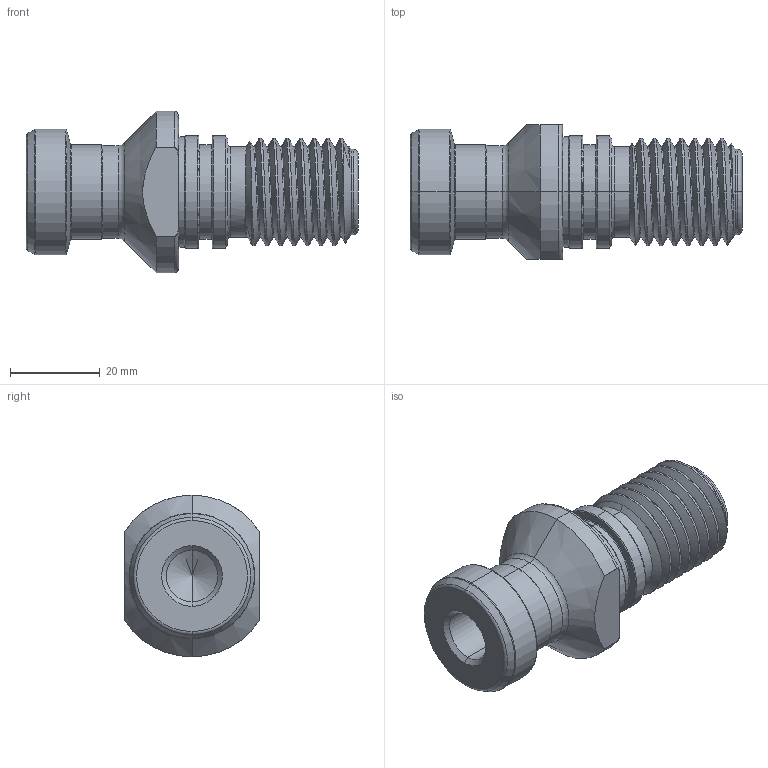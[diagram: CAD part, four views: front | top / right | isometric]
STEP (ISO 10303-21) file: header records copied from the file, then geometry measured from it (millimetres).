
FILE_DESCRIPTION (( 'STEP AP203' ), '1' );
FILE_NAME ('503.20.24.STEP', '2020-04-03T00:49:24', ( 'User' ), ( 'China' ), 'SwSTEP 2.0', 'SolidWorks 2016', '' );
FILE_SCHEMA (( 'CONFIG_CONTROL_DESIGN' ));
Length unit declared in the file: millimetre
Products named in the file (1): 503.20.24
Bounding box: 74 x 30 x 36 mm (x, y, z)
Volume: 30941.4 mm3; surface area: 10306.3 mm2
Topology: 1 solids, 1 shells, 117 faces, 266 edges, 154 vertices
Faces by surface type: cylinder 46, torus 27, cone 27, plane 10, bspline 7
Entity records: 5657 total; most frequent: CARTESIAN_POINT 3071, DIRECTION 550, ORIENTED_EDGE 524, EDGE_CURVE 262, AXIS2_PLACEMENT_3D 237, VERTEX_POINT 154, CIRCLE 126, EDGE_LOOP 124
